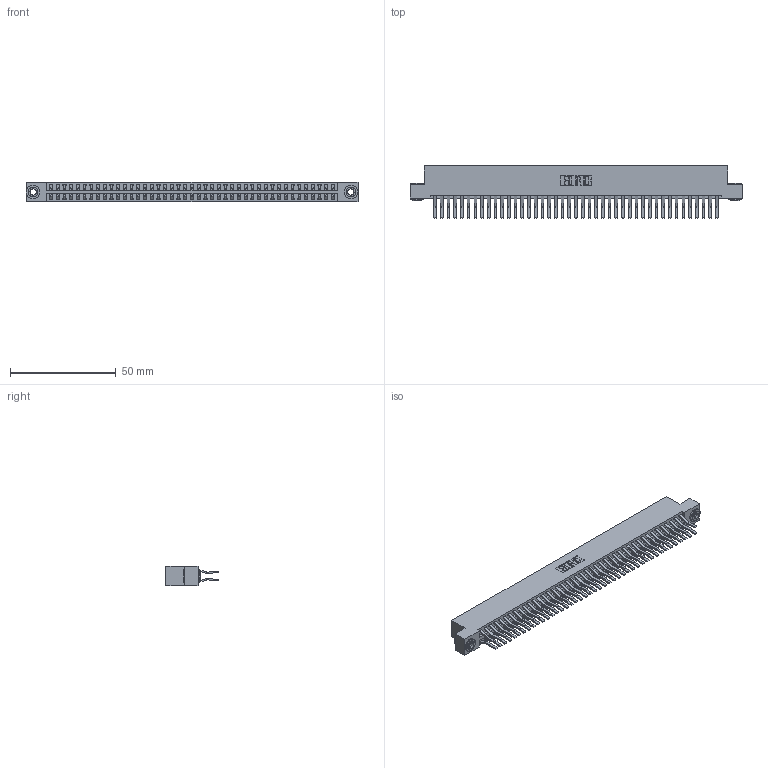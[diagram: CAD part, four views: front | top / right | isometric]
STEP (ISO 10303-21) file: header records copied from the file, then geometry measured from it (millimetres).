
FILE_DESCRIPTION (( 'STEP AP203' ), '1' );
FILE_NAME ('346-086-560-203.STEP', '2022-05-25T23:45:51', ( '' ), ( '' ), 'SwSTEP 2.0', 'SolidWorks 2020', '' );
FILE_SCHEMA (( 'CONFIG_CONTROL_DESIGN' ));
Length unit declared in the file: inch
Products named in the file (4): 346 Part_Flush Mounting Lugs - 0.156 Dia-TH; 345-250-002_345-250-002-102; 346-086-560-203; 345-292-001_560 Tail
Assembly tree (89 placements, depth 2):
  346-086-560-203
    346 Part_Flush Mounting Lugs - 0.156 Dia-TH
    345-292-001_560 Tail  x86
    345-250-002_345-250-002-102  x2
Bounding box: 157.1 x 24.78 x 9.4 mm (x, y, z)
Volume: 15891.9 mm3; surface area: 23612.8 mm2
Topology: 89 solids, 89 shells, 4818 faces, 14287 edges, 9406 vertices
Faces by surface type: plane 3110, cylinder 1700, cone 8
Entity records: 29082 total; most frequent: CARTESIAN_POINT 4773, ORIENTED_EDGE 4698, DIRECTION 4291, EDGE_CURVE 2349, VECTOR 2017, LINE 2017, VERTEX_POINT 1562, AXIS2_PLACEMENT_3D 1137
